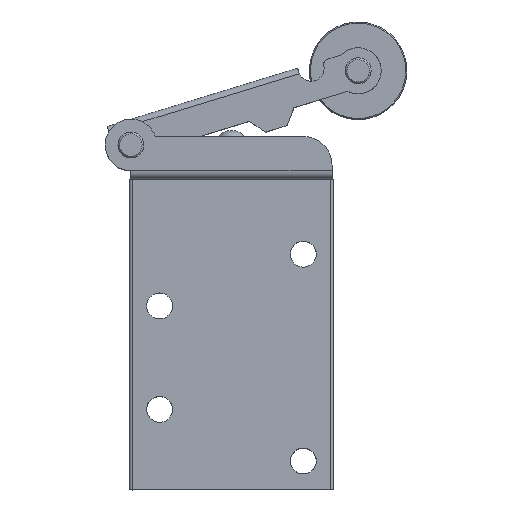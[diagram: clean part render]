
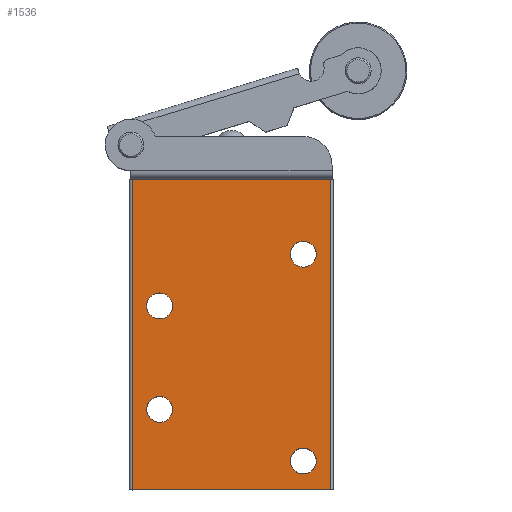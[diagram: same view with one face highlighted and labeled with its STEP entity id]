
A CAD part, top view. The second image highlights one B-rep face of the part: STEP entity #1536.
In plain terms, the highlighted face is planar.
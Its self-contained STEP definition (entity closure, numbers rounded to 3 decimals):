
#1105 = ORIENTED_EDGE ( 'NONE', *, *, #15659, .F. ) ;
#1110 = ORIENTED_EDGE ( 'NONE', *, *, #15732, .F. ) ;
#1127 = ORIENTED_EDGE ( 'NONE', *, *, #15566, .F. ) ;
#1133 = ORIENTED_EDGE ( 'NONE', *, *, #15578, .F. ) ;
#1140 = ORIENTED_EDGE ( 'NONE', *, *, #15674, .F. ) ;
#1147 = ORIENTED_EDGE ( 'NONE', *, *, #15686, .F. ) ;
#1148 = ORIENTED_EDGE ( 'NONE', *, *, #15690, .T. ) ;
#1150 = ORIENTED_EDGE ( 'NONE', *, *, #15740, .F. ) ;
#1171 = ORIENTED_EDGE ( 'NONE', *, *, #15741, .F. ) ;
#1172 = ORIENTED_EDGE ( 'NONE', *, *, #15669, .F. ) ;
#1191 = ORIENTED_EDGE ( 'NONE', *, *, #15730, .T. ) ;
#1204 = ORIENTED_EDGE ( 'NONE', *, *, #15766, .F. ) ;
#1536 = ADVANCED_FACE ( 'NONE', ( #2751, #2756, #2759, #2760, #2836 ), #14756, .F. ) ;
#1768 = VERTEX_POINT ( 'NONE', #14903 ) ;
#1779 = VERTEX_POINT ( 'NONE', #14960 ) ;
#1785 = VERTEX_POINT ( 'NONE', #14938 ) ;
#1798 = VERTEX_POINT ( 'NONE', #14951 ) ;
#2751 = FACE_BOUND ( 'NONE', #8528, .T. ) ;
#2756 = FACE_BOUND ( 'NONE', #8737, .T. ) ;
#2759 = FACE_BOUND ( 'NONE', #8556, .T. ) ;
#2760 = FACE_BOUND ( 'NONE', #9184, .T. ) ;
#2836 = FACE_OUTER_BOUND ( 'NONE', #8665, .T. ) ;
#4435 = CARTESIAN_POINT ( 'NONE',  ( 10.5, 14., -14.75 ) ) ;
#4477 = CARTESIAN_POINT ( 'NONE',  ( 10.5, -13., 10.25 ) ) ;
#4489 = CARTESIAN_POINT ( 'NONE',  ( 10.5, 14., -10.25 ) ) ;
#4492 = CARTESIAN_POINT ( 'NONE',  ( 10.5, -22., -14.75 ) ) ;
#4517 = CARTESIAN_POINT ( 'NONE',  ( 10.5, 5., 10.25 ) ) ;
#4558 = CARTESIAN_POINT ( 'NONE',  ( 10.5, -22., -10.25 ) ) ;
#4575 = CARTESIAN_POINT ( 'NONE',  ( 10.5, 5., 14.75 ) ) ;
#4591 = CARTESIAN_POINT ( 'NONE',  ( 10.5, -13., 14.75 ) ) ;
#6000 = AXIS2_PLACEMENT_3D ( 'NONE', #11146, #11149, #11175 ) ;
#6019 = AXIS2_PLACEMENT_3D ( 'NONE', #11122, #11119, #11126 ) ;
#6125 = AXIS2_PLACEMENT_3D ( 'NONE', #11366, #11377, #11367 ) ;
#6179 = AXIS2_PLACEMENT_3D ( 'NONE', #11447, #11427, #11417 ) ;
#6191 = AXIS2_PLACEMENT_3D ( 'NONE', #11489, #11478, #11453 ) ;
#6218 = AXIS2_PLACEMENT_3D ( 'NONE', #11388, #11389, #11424 ) ;
#6243 = AXIS2_PLACEMENT_3D ( 'NONE', #11624, #11596, #11604 ) ;
#6323 = AXIS2_PLACEMENT_3D ( 'NONE', #11677, #11671, #11644 ) ;
#7929 = VERTEX_POINT ( 'NONE', #4492 ) ;
#7940 = VERTEX_POINT ( 'NONE', #4435 ) ;
#7948 = VERTEX_POINT ( 'NONE', #4489 ) ;
#7959 = VERTEX_POINT ( 'NONE', #4477 ) ;
#7975 = VERTEX_POINT ( 'NONE', #4517 ) ;
#8009 = VERTEX_POINT ( 'NONE', #4558 ) ;
#8103 = VERTEX_POINT ( 'NONE', #4591 ) ;
#8137 = VERTEX_POINT ( 'NONE', #4575 ) ;
#8528 = EDGE_LOOP ( 'NONE', ( #1140, #1105 ) ) ;
#8556 = EDGE_LOOP ( 'NONE', ( #1171, #1127 ) ) ;
#8665 = EDGE_LOOP ( 'NONE', ( #1150, #1148, #1204, #1191 ) ) ;
#8737 = EDGE_LOOP ( 'NONE', ( #1147, #1172 ) ) ;
#8772 = CIRCLE ( 'NONE', #6019, 2.25 ) ;
#8806 = CIRCLE ( 'NONE', #6000, 2.25 ) ;
#8906 = CIRCLE ( 'NONE', #6125, 2.25 ) ;
#8964 = CIRCLE ( 'NONE', #6218, 2.25 ) ;
#8984 = CIRCLE ( 'NONE', #6179, 2.25 ) ;
#8989 = LINE ( 'NONE', #11494, #8990 ) ;
#8990 = VECTOR ( 'NONE', #11483, 1000. ) ;
#9006 = CIRCLE ( 'NONE', #6191, 2.25 ) ;
#9020 = VECTOR ( 'NONE', #11622, 1000. ) ;
#9065 = LINE ( 'NONE', #11631, #9020 ) ;
#9076 = LINE ( 'NONE', #11676, #9109 ) ;
#9078 = CIRCLE ( 'NONE', #6323, 2.25 ) ;
#9089 = CIRCLE ( 'NONE', #6243, 2.25 ) ;
#9101 = VECTOR ( 'NONE', #11712, 1000. ) ;
#9109 = VECTOR ( 'NONE', #11680, 1000. ) ;
#9117 = LINE ( 'NONE', #11697, #9101 ) ;
#9184 = EDGE_LOOP ( 'NONE', ( #1110, #1133 ) ) ;
#11119 = DIRECTION ( 'NONE',  ( 1., 0., 0. ) ) ;
#11122 = CARTESIAN_POINT ( 'NONE',  ( 10.5, -13., 12.5 ) ) ;
#11126 = DIRECTION ( 'NONE',  ( 0., 0., -1. ) ) ;
#11146 = CARTESIAN_POINT ( 'NONE',  ( 10.5, 5., 12.5 ) ) ;
#11149 = DIRECTION ( 'NONE',  ( 1., 0., 0. ) ) ;
#11175 = DIRECTION ( 'NONE',  ( 0., 0., -1. ) ) ;
#11366 = CARTESIAN_POINT ( 'NONE',  ( 10.5, -22., -12.5 ) ) ;
#11367 = DIRECTION ( 'NONE',  ( 0., 0., -1. ) ) ;
#11377 = DIRECTION ( 'NONE',  ( 1., 0., 0. ) ) ;
#11388 = CARTESIAN_POINT ( 'NONE',  ( 10.5, 14., -12.5 ) ) ;
#11389 = DIRECTION ( 'NONE',  ( 1., 0., 0. ) ) ;
#11417 = DIRECTION ( 'NONE',  ( 0., 0., -1. ) ) ;
#11424 = DIRECTION ( 'NONE',  ( 0., 0., -1. ) ) ;
#11427 = DIRECTION ( 'NONE',  ( 1., 0., 0. ) ) ;
#11447 = CARTESIAN_POINT ( 'NONE',  ( 10.5, -22., -12.5 ) ) ;
#11453 = DIRECTION ( 'NONE',  ( 0., 0., -1. ) ) ;
#11478 = DIRECTION ( 'NONE',  ( 1., 0., 0. ) ) ;
#11483 = DIRECTION ( 'NONE',  ( 0., 1., 0. ) ) ;
#11489 = CARTESIAN_POINT ( 'NONE',  ( 10.5, 14., -12.5 ) ) ;
#11494 = CARTESIAN_POINT ( 'NONE',  ( 10.5, 27.5, -17.25 ) ) ;
#11596 = DIRECTION ( 'NONE',  ( 1., 0., 0. ) ) ;
#11604 = DIRECTION ( 'NONE',  ( 0., 0., -1. ) ) ;
#11622 = DIRECTION ( 'NONE',  ( 0., -1., 0. ) ) ;
#11624 = CARTESIAN_POINT ( 'NONE',  ( 10.5, 5., 12.5 ) ) ;
#11631 = CARTESIAN_POINT ( 'NONE',  ( 10.5, -27.5, 17.25 ) ) ;
#11644 = DIRECTION ( 'NONE',  ( 0., 0., -1. ) ) ;
#11671 = DIRECTION ( 'NONE',  ( 1., 0., 0. ) ) ;
#11676 = CARTESIAN_POINT ( 'NONE',  ( 10.5, -27., -17.25 ) ) ;
#11677 = CARTESIAN_POINT ( 'NONE',  ( 10.5, -13., 12.5 ) ) ;
#11680 = DIRECTION ( 'NONE',  ( 0., 0., 1. ) ) ;
#11697 = CARTESIAN_POINT ( 'NONE',  ( 10.5, 27., 17.25 ) ) ;
#11712 = DIRECTION ( 'NONE',  ( 0., 0., -1. ) ) ;
#14715 = DIRECTION ( 'NONE',  ( -1., 0., 0. ) ) ;
#14736 = DIRECTION ( 'NONE',  ( 0., 0., 1. ) ) ;
#14742 = CARTESIAN_POINT ( 'NONE',  ( 10.5, -27.5, 17.75 ) ) ;
#14756 = PLANE ( 'NONE',  #15904 ) ;
#14903 = CARTESIAN_POINT ( 'NONE',  ( 10.5, 27., -17.25 ) ) ;
#14938 = CARTESIAN_POINT ( 'NONE',  ( 10.5, -27., 17.25 ) ) ;
#14951 = CARTESIAN_POINT ( 'NONE',  ( 10.5, 27., 17.25 ) ) ;
#14960 = CARTESIAN_POINT ( 'NONE',  ( 10.5, -27., -17.25 ) ) ;
#15566 = EDGE_CURVE ( 'NONE', #8103, #7959, #8772, .T. ) ;
#15578 = EDGE_CURVE ( 'NONE', #8137, #7975, #8806, .T. ) ;
#15659 = EDGE_CURVE ( 'NONE', #8009, #7929, #8906, .T. ) ;
#15669 = EDGE_CURVE ( 'NONE', #7948, #7940, #8964, .T. ) ;
#15674 = EDGE_CURVE ( 'NONE', #7929, #8009, #8984, .T. ) ;
#15686 = EDGE_CURVE ( 'NONE', #7940, #7948, #9006, .T. ) ;
#15690 = EDGE_CURVE ( 'NONE', #1779, #1768, #8989, .T. ) ;
#15730 = EDGE_CURVE ( 'NONE', #1798, #1785, #9065, .T. ) ;
#15732 = EDGE_CURVE ( 'NONE', #7975, #8137, #9089, .T. ) ;
#15740 = EDGE_CURVE ( 'NONE', #1779, #1785, #9076, .T. ) ;
#15741 = EDGE_CURVE ( 'NONE', #7959, #8103, #9078, .T. ) ;
#15766 = EDGE_CURVE ( 'NONE', #1798, #1768, #9117, .T. ) ;
#15904 = AXIS2_PLACEMENT_3D ( 'NONE', #14742, #14715, #14736 ) ;
